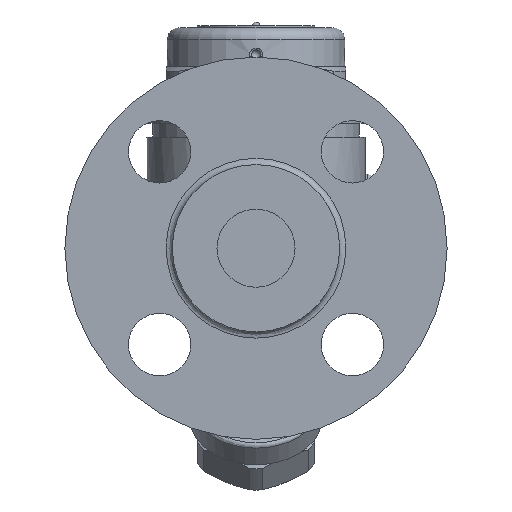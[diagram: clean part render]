
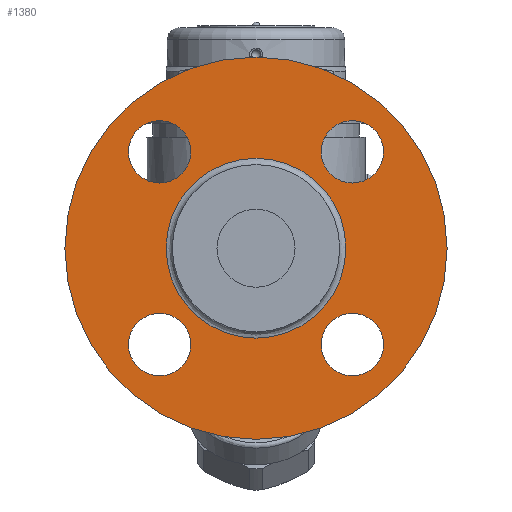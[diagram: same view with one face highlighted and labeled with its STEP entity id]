
A CAD part, left-side view. The second image highlights one B-rep face of the part: STEP entity #1380.
In plain terms, the highlighted planar face has unit normal (-1, 0, 0).
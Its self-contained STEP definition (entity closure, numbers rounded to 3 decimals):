
#724=CARTESIAN_POINT('',(-80.9,-32.713,-24.713));
#725=VERTEX_POINT('',#724);
#726=CARTESIAN_POINT('',(-80.9,-24.713,-24.713));
#727=DIRECTION('',(1.0,0.0,0.0));
#728=DIRECTION('',(0.0,-1.0,0.0));
#729=AXIS2_PLACEMENT_3D('',#726,#727,#728);
#730=CIRCLE('',#729,8.0);
#731=EDGE_CURVE('',#725,#725,#730,.T.);
#773=CARTESIAN_POINT('',(-80.9,24.713,-32.713));
#774=VERTEX_POINT('',#773);
#775=CARTESIAN_POINT('',(-80.9,24.713,-24.713));
#776=DIRECTION('',(1.0,0.0,0.0));
#777=DIRECTION('',(0.0,0.0,-1.0));
#778=AXIS2_PLACEMENT_3D('',#775,#776,#777);
#779=CIRCLE('',#778,8.0);
#780=EDGE_CURVE('',#774,#774,#779,.T.);
#822=CARTESIAN_POINT('',(-80.9,32.713,24.713));
#823=VERTEX_POINT('',#822);
#824=CARTESIAN_POINT('',(-80.9,24.713,24.713));
#825=DIRECTION('',(1.0,0.0,0.0));
#826=DIRECTION('',(0.0,1.0,0.0));
#827=AXIS2_PLACEMENT_3D('',#824,#825,#826);
#828=CIRCLE('',#827,8.0);
#829=EDGE_CURVE('',#823,#823,#828,.T.);
#871=CARTESIAN_POINT('',(-80.9,-24.713,32.713));
#872=VERTEX_POINT('',#871);
#873=CARTESIAN_POINT('',(-80.9,-24.713,24.713));
#874=DIRECTION('',(1.0,0.0,0.0));
#875=DIRECTION('',(0.0,0.0,1.0));
#876=AXIS2_PLACEMENT_3D('',#873,#874,#875);
#877=CIRCLE('',#876,8.0);
#878=EDGE_CURVE('',#872,#872,#877,.T.);
#1201=CARTESIAN_POINT('',(-80.9,0.0,49.));
#1202=VERTEX_POINT('',#1201);
#1203=CARTESIAN_POINT('',(-80.9,0.0,0.));
#1204=DIRECTION('',(-1.0,0.0,0.0));
#1205=DIRECTION('',(0.0,0.0,1.0));
#1206=AXIS2_PLACEMENT_3D('',#1203,#1204,#1205);
#1207=CIRCLE('',#1206,49.0);
#1208=EDGE_CURVE('',#1202,#1202,#1207,.T.);
#1334=CARTESIAN_POINT('',(-80.9,0.0,23.05));
#1335=VERTEX_POINT('',#1334);
#1336=CARTESIAN_POINT('',(-80.9,0.0,0.));
#1337=DIRECTION('',(-1.0,0.0,0.0));
#1338=DIRECTION('',(0.0,0.0,-1.0));
#1339=AXIS2_PLACEMENT_3D('',#1336,#1337,#1338);
#1340=CIRCLE('',#1339,23.05);
#1341=EDGE_CURVE('',#1335,#1335,#1340,.T.);
#1357=CARTESIAN_POINT('',(-80.9,0.0,35.225));
#1358=DIRECTION('',(-1.0,0.0,0.0));
#1359=DIRECTION('',(0.0,0.0,1.0));
#1360=AXIS2_PLACEMENT_3D('',#1357,#1358,#1359);
#1361=PLANE('',#1360);
#1362=ORIENTED_EDGE('',*,*,#1208,.T.);
#1363=EDGE_LOOP('',(#1362));
#1364=FACE_OUTER_BOUND('',#1363,.T.);
#1365=ORIENTED_EDGE('',*,*,#731,.T.);
#1366=EDGE_LOOP('',(#1365));
#1367=FACE_BOUND('',#1366,.T.);
#1368=ORIENTED_EDGE('',*,*,#780,.T.);
#1369=EDGE_LOOP('',(#1368));
#1370=FACE_BOUND('',#1369,.T.);
#1371=ORIENTED_EDGE('',*,*,#829,.T.);
#1372=EDGE_LOOP('',(#1371));
#1373=FACE_BOUND('',#1372,.T.);
#1374=ORIENTED_EDGE('',*,*,#878,.T.);
#1375=EDGE_LOOP('',(#1374));
#1376=FACE_BOUND('',#1375,.T.);
#1377=ORIENTED_EDGE('',*,*,#1341,.F.);
#1378=EDGE_LOOP('',(#1377));
#1379=FACE_BOUND('',#1378,.T.);
#1380=ADVANCED_FACE('',(#1364,#1367,#1370,#1373,#1376,#1379),#1361,.T.);
